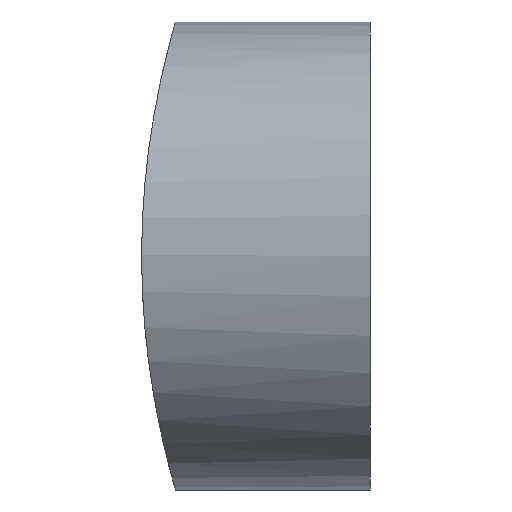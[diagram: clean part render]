
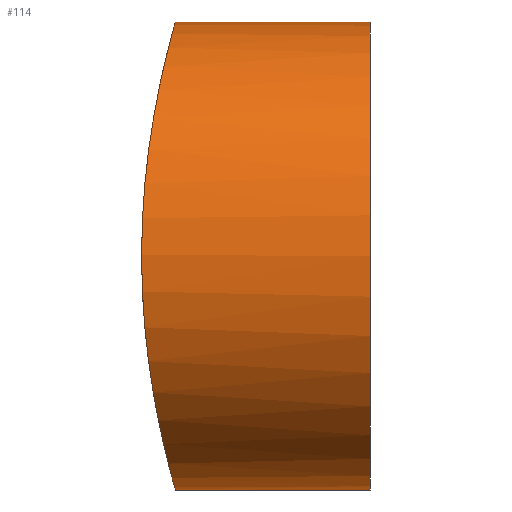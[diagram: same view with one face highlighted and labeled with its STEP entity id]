
A CAD part, left-side view. The second image highlights one B-rep face of the part: STEP entity #114.
In plain terms, the highlighted cylindrical face has radius 6 mm (diameter 12 mm), a partial arc.
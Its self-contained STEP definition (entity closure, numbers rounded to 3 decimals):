
#8 = VECTOR ( 'NONE', #11555, 1000. ) ;
#21 = CARTESIAN_POINT ( 'NONE',  ( -5.961, 5.855, -0.785 ) ) ;
#114 = ADVANCED_FACE ( 'NONE', ( #7838 ), #5177, .T. ) ;
#206 = CARTESIAN_POINT ( 'NONE',  ( -5.691, 5.778, -1.94 ) ) ;
#569 = VERTEX_POINT ( 'NONE', #9094 ) ;
#845 = CARTESIAN_POINT ( 'NONE',  ( -4.513, 5.486, 3.959 ) ) ;
#898 = ORIENTED_EDGE ( 'NONE', *, *, #7743, .F. ) ;
#1015 = CARTESIAN_POINT ( 'NONE',  ( -1.563, 5.054, -5.806 ) ) ;
#1165 = CARTESIAN_POINT ( 'NONE',  ( -4.52, 5.485, -3.965 ) ) ;
#1625 = DIRECTION ( 'NONE',  ( 0., 1., 0. ) ) ;
#1749 = VERTEX_POINT ( 'NONE', #2225 ) ;
#1863 = CARTESIAN_POINT ( 'NONE',  ( -5.388, 5.695, 2.67 ) ) ;
#1907 = CARTESIAN_POINT ( 'NONE',  ( -3.664, 5.316, 4.767 ) ) ;
#2225 = CARTESIAN_POINT ( 'NONE',  ( 0., 5., 6. ) ) ;
#2576 = LINE ( 'NONE', #3538, #11799 ) ;
#2903 = CARTESIAN_POINT ( 'NONE',  ( -3.965, 5.372, 4.52 ) ) ;
#3033 = CARTESIAN_POINT ( 'NONE',  ( -2.669, 5.166, -5.388 ) ) ;
#3120 = CARTESIAN_POINT ( 'NONE',  ( -6., 5.867, 0.199 ) ) ;
#3131 = LINE ( 'NONE', #12468, #8 ) ;
#3136 = ORIENTED_EDGE ( 'NONE', *, *, #9871, .T. ) ;
#3173 = CARTESIAN_POINT ( 'NONE',  ( -3.963, 5.373, -4.509 ) ) ;
#3219 = CARTESIAN_POINT ( 'NONE',  ( -4.107, 5.401, -4.378 ) ) ;
#3496 = CARTESIAN_POINT ( 'NONE',  ( 0., 0., 6. ) ) ;
#3538 = CARTESIAN_POINT ( 'NONE',  ( 0., 10., -6. ) ) ;
#3546 = EDGE_LOOP ( 'NONE', ( #898, #5752, #11078, #3136 ) ) ;
#3933 = CARTESIAN_POINT ( 'NONE',  ( -2.663, 5.165, 5.391 ) ) ;
#3981 = CARTESIAN_POINT ( 'NONE',  ( -3.66, 5.318, -4.758 ) ) ;
#4199 = AXIS2_PLACEMENT_3D ( 'NONE', #12484, #1625, #6616 ) ;
#4777 = VERTEX_POINT ( 'NONE', #7766 ) ;
#4946 = CARTESIAN_POINT ( 'NONE',  ( -5.692, 5.778, 1.939 ) ) ;
#4992 = CARTESIAN_POINT ( 'NONE',  ( -0.399, 5., -6. ) ) ;
#5084 = CARTESIAN_POINT ( 'NONE',  ( -5.207, 5.648, -3.008 ) ) ;
#5144 = CIRCLE ( 'NONE', #4199, 6. ) ;
#5177 = CYLINDRICAL_SURFACE ( 'NONE', #5217, 6. ) ;
#5217 = AXIS2_PLACEMENT_3D ( 'NONE', #11997, #12042, #8876 ) ;
#5752 = ORIENTED_EDGE ( 'NONE', *, *, #7480, .T. ) ;
#5844 = CARTESIAN_POINT ( 'NONE',  ( -0.786, 5.011, 5.962 ) ) ;
#5926 = CARTESIAN_POINT ( 'NONE',  ( -1.565, 5.054, 5.806 ) ) ;
#6103 = CARTESIAN_POINT ( 'NONE',  ( -3.013, 5.213, -5.204 ) ) ;
#6616 = DIRECTION ( 'NONE',  ( 0., 0., 1. ) ) ;
#6685 = B_SPLINE_CURVE_WITH_KNOTS ( 'NONE', 3,
 ( #11840, #9935, #5844, #5926, #10865, #3933, #12839, #1907, #2903, #6849, #845, #8880, #10956, #7850, #1863, #4946, #11952, #12959, #6964, #8158, #3120, #7157, #21, #9013, #206, #10172, #5084, #10997, #1165, #3219, #3173, #3981, #7111, #6103, #3033, #9115, #1015, #7206, #4992, #10034 ),
 .UNSPECIFIED., .F., .F.,
 ( 4, 2, 2, 2, 2, 2, 2, 2, 2, 2, 2, 2, 2, 2, 2, 2, 2, 2, 2, 4 ),
 ( 0.019, 0.02, 0.021, 0.022, 0.024, 0.024, 0.025, 0.026, 0.027, 0.028, 0.028, 0.029, 0.031, 0.032, 0.033, 0.034, 0.034, 0.035, 0.037, 0.038 ),
 .UNSPECIFIED. ) ;
#6849 = CARTESIAN_POINT ( 'NONE',  ( -4.38, 5.457, 4.105 ) ) ;
#6964 = CARTESIAN_POINT ( 'NONE',  ( -5.951, 5.852, 0.792 ) ) ;
#7111 = CARTESIAN_POINT ( 'NONE',  ( -3.501, 5.29, -4.876 ) ) ;
#7157 = CARTESIAN_POINT ( 'NONE',  ( -6., 5.867, -0.395 ) ) ;
#7206 = CARTESIAN_POINT ( 'NONE',  ( -0.791, 5.011, -5.961 ) ) ;
#7480 = EDGE_CURVE ( 'NONE', #1749, #569, #6685, .T. ) ;
#7743 = EDGE_CURVE ( 'NONE', #1749, #8765, #3131, .T. ) ;
#7766 = CARTESIAN_POINT ( 'NONE',  ( 0., 0., -6. ) ) ;
#7838 = FACE_OUTER_BOUND ( 'NONE', #3546, .T. ) ;
#7850 = CARTESIAN_POINT ( 'NONE',  ( -5.203, 5.647, 3.014 ) ) ;
#8158 = CARTESIAN_POINT ( 'NONE',  ( -5.99, 5.864, 0.399 ) ) ;
#8517 = DIRECTION ( 'NONE',  ( 0., -1., 0. ) ) ;
#8765 = VERTEX_POINT ( 'NONE', #3496 ) ;
#8876 = DIRECTION ( 'NONE',  ( 0., 0., -1. ) ) ;
#8880 = CARTESIAN_POINT ( 'NONE',  ( -4.762, 5.541, 3.656 ) ) ;
#9013 = CARTESIAN_POINT ( 'NONE',  ( -5.808, 5.811, -1.557 ) ) ;
#9094 = CARTESIAN_POINT ( 'NONE',  ( 0., 5., -6. ) ) ;
#9115 = CARTESIAN_POINT ( 'NONE',  ( -1.946, 5.086, -5.689 ) ) ;
#9871 = EDGE_CURVE ( 'NONE', #4777, #8765, #5144, .T. ) ;
#9935 = CARTESIAN_POINT ( 'NONE',  ( -0.393, 5., 6. ) ) ;
#10034 = CARTESIAN_POINT ( 'NONE',  ( 0., 5., -6. ) ) ;
#10172 = CARTESIAN_POINT ( 'NONE',  ( -5.391, 5.696, -2.663 ) ) ;
#10865 = CARTESIAN_POINT ( 'NONE',  ( -1.94, 5.086, 5.691 ) ) ;
#10956 = CARTESIAN_POINT ( 'NONE',  ( -4.878, 5.568, 3.499 ) ) ;
#10997 = CARTESIAN_POINT ( 'NONE',  ( -4.768, 5.542, -3.663 ) ) ;
#11078 = ORIENTED_EDGE ( 'NONE', *, *, #12478, .T. ) ;
#11555 = DIRECTION ( 'NONE',  ( 0., -1., 0. ) ) ;
#11799 = VECTOR ( 'NONE', #8517, 1000. ) ;
#11840 = CARTESIAN_POINT ( 'NONE',  ( 0., 5., 6. ) ) ;
#11952 = CARTESIAN_POINT ( 'NONE',  ( -5.806, 5.81, 1.563 ) ) ;
#11997 = CARTESIAN_POINT ( 'NONE',  ( 0., 10., 0. ) ) ;
#12042 = DIRECTION ( 'NONE',  ( 0., -1., 0. ) ) ;
#12468 = CARTESIAN_POINT ( 'NONE',  ( 0., 10., 6. ) ) ;
#12478 = EDGE_CURVE ( 'NONE', #569, #4777, #2576, .T. ) ;
#12484 = CARTESIAN_POINT ( 'NONE',  ( 0., 0., 0. ) ) ;
#12839 = CARTESIAN_POINT ( 'NONE',  ( -3.014, 5.213, 5.203 ) ) ;
#12959 = CARTESIAN_POINT ( 'NONE',  ( -5.922, 5.844, 0.986 ) ) ;
